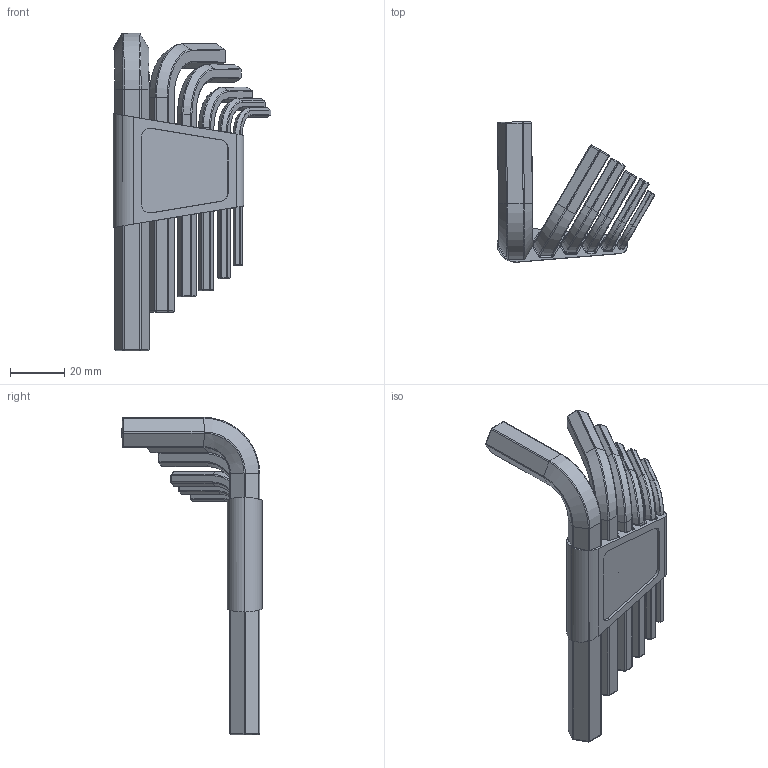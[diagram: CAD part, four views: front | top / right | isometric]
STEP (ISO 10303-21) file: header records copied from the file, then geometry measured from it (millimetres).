
FILE_DESCRIPTION (( 'STEP AP203' ), '1' );
FILE_NAME ('teljes.STEP', '2014-09-13T10:39:20', ( '' ), ( '' ), 'SwSTEP 2.0', 'SolidWorks 2012', '' );
FILE_SCHEMA (( 'CONFIG_CONTROL_DESIGN' ));
Length unit declared in the file: millimetre
Products named in the file (8): teljes; 3; 4; 5; 8; 10; 12; tarto
Assembly tree (7 placements, depth 2):
  teljes
    tarto
    12
    10
    8
    5
    4
    3
Bounding box: 58 x 51.43 x 116.53 mm (x, y, z)
Volume: 35830.7 mm3; surface area: 24034.4 mm2
Topology: 7 solids, 7 shells, 619 faces, 1438 edges, 775 vertices
Faces by surface type: cylinder 272, plane 129, bspline 76, sphere 74, torus 42, cone 26
Entity records: 18499 total; most frequent: CARTESIAN_POINT 4603, DIRECTION 2831, ORIENTED_EDGE 2758, EDGE_CURVE 1379, AXIS2_PLACEMENT_3D 1110, VERTEX_POINT 768, EDGE_LOOP 625, FACE_OUTER_BOUND 619
